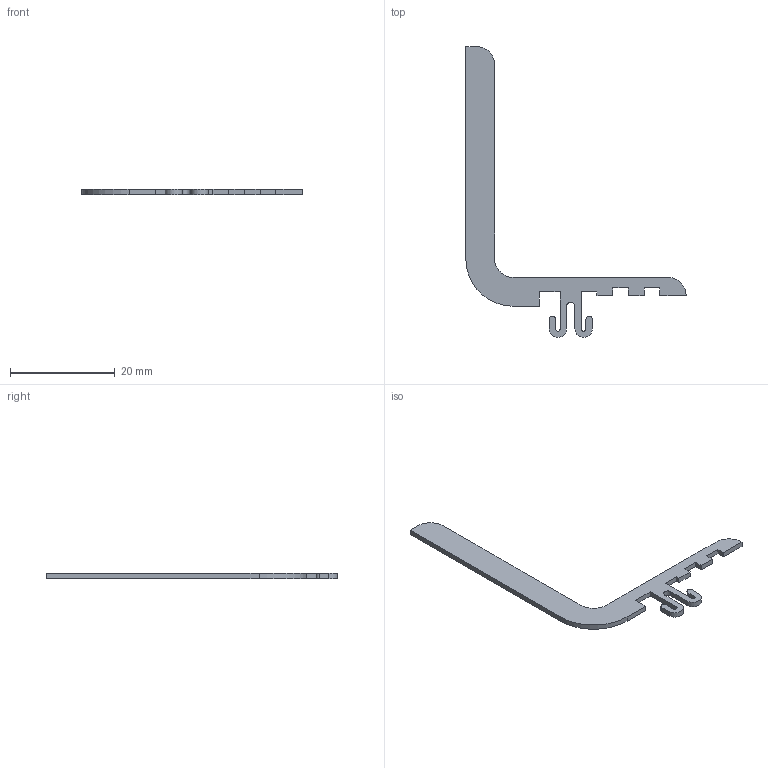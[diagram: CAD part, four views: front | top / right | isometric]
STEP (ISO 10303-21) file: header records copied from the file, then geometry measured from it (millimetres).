
FILE_DESCRIPTION((''),'2;1');
FILE_NAME('SP042_extern.ipt.step','2007-09-10T15:08:14',(''),(''),'Autodesk Inventor 11','Autodesk Inventor 11','');
FILE_SCHEMA(('AUTOMOTIVE_DESIGN { 1 0 10303 214 1 1 1 1 }'));
Length unit declared in the file: millimetre
Products named in the file (1): SP042_extern
Bounding box: 42 x 55.45 x 1 mm (x, y, z)
Volume: 413.4 mm3; surface area: 1054.4 mm2
Topology: 1 solids, 1 shells, 39 faces, 111 edges, 74 vertices
Faces by surface type: plane 28, cylinder 11
Entity records: 1290 total; most frequent: CARTESIAN_POINT 225, ORIENTED_EDGE 222, DIRECTION 213, EDGE_CURVE 111, VECTOR 89, LINE 89, VERTEX_POINT 74, AXIS2_PLACEMENT_3D 62
